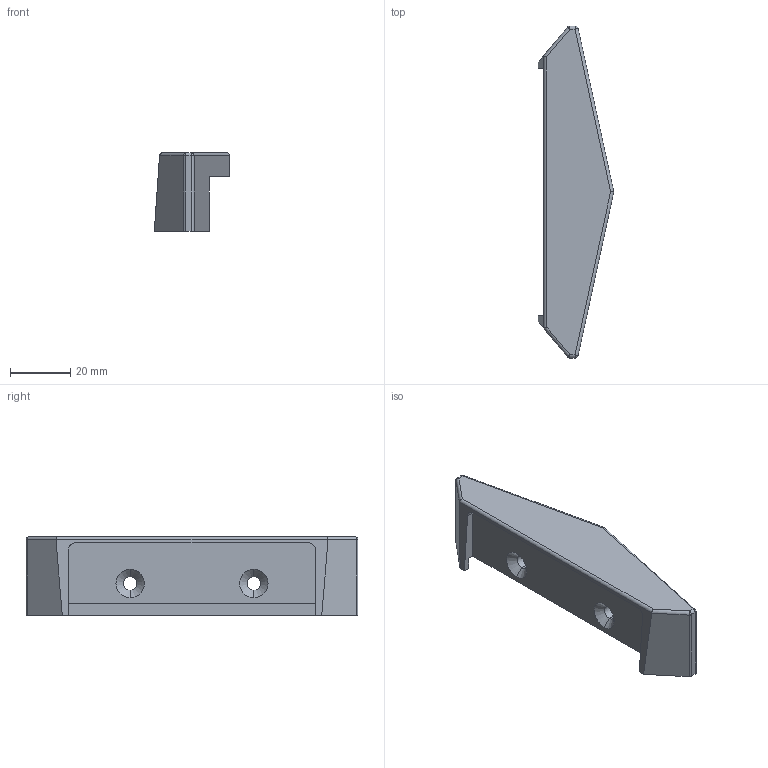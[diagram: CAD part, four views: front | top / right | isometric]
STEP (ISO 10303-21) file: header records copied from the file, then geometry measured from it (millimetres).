
FILE_DESCRIPTION (( 'STEP AP214' ), '1' );
FILE_NAME ('DF Face.STEP', '2025-07-03T17:03:35', ( 'ARUP Laboratories' ), ( 'ARUP Laboratories' ), 'SwSTEP 2.0', 'SolidWorks 2024', '' );
FILE_SCHEMA (( 'AUTOMOTIVE_DESIGN' ));
Length unit declared in the file: millimetre
Products named in the file (1): DF Face
Bounding box: 25 x 110 x 26 mm (x, y, z)
Volume: 30141.6 mm3; surface area: 10450.8 mm2
Topology: 1 solids, 1 shells, 66 faces, 171 edges, 99 vertices
Faces by surface type: cylinder 29, plane 21, cone 12, sphere 4
Entity records: 1940 total; most frequent: CARTESIAN_POINT 346, DIRECTION 340, ORIENTED_EDGE 318, EDGE_CURVE 159, AXIS2_PLACEMENT_3D 121, VERTEX_POINT 99, LINE 98, VECTOR 98
